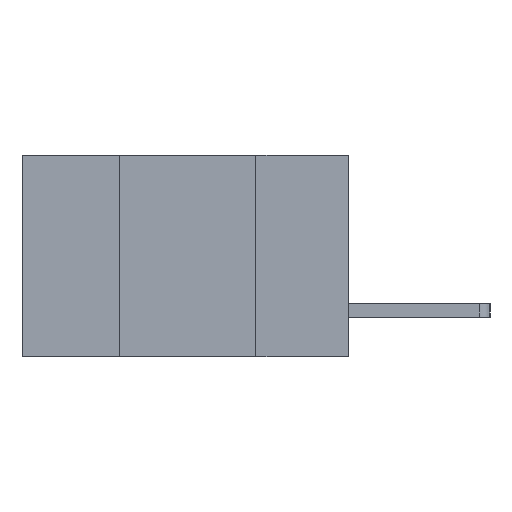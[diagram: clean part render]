
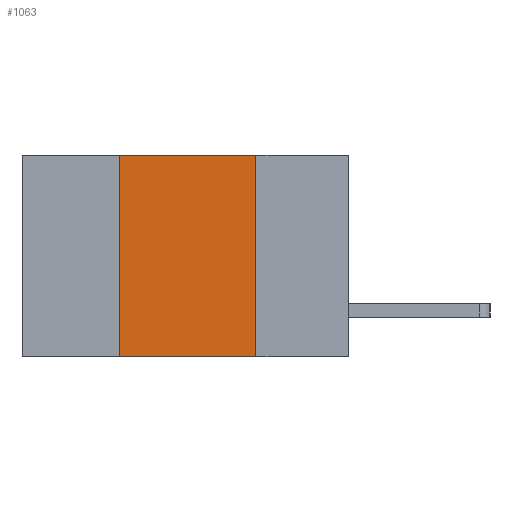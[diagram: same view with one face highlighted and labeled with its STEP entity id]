
A CAD part, left-side view. The second image highlights one B-rep face of the part: STEP entity #1063.
In plain terms, the highlighted planar face has unit normal (-1, 0, 0).
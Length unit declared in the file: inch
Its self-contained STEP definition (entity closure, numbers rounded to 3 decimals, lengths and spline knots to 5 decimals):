
#59 = DIRECTION ( 'NONE',  ( 0., 0., -1. ) ) ;
#690 = VERTEX_POINT ( 'NONE', #6110 ) ;
#1063 = ADVANCED_FACE ( 'NONE', ( #4458 ), #2022, .F. ) ;
#1574 = CARTESIAN_POINT ( 'NONE',  ( 0., 0.17, 0. ) ) ;
#1582 = VECTOR ( 'NONE', #3493, 39.37008 ) ;
#1947 = VERTEX_POINT ( 'NONE', #10347 ) ;
#2022 = PLANE ( 'NONE',  #6803 ) ;
#2199 = EDGE_CURVE ( 'NONE', #690, #8515, #9818, .T. ) ;
#2348 = EDGE_LOOP ( 'NONE', ( #6969, #7649, #3780, #4249 ) ) ;
#2436 = VECTOR ( 'NONE', #8062, 39.37008 ) ;
#2679 = LINE ( 'NONE', #5663, #2436 ) ;
#3256 = EDGE_CURVE ( 'NONE', #1947, #8354, #2679, .T. ) ;
#3493 = DIRECTION ( 'NONE',  ( 0., -1., 0. ) ) ;
#3583 = EDGE_CURVE ( 'NONE', #1947, #690, #3685, .T. ) ;
#3685 = LINE ( 'NONE', #5335, #9783 ) ;
#3780 = ORIENTED_EDGE ( 'NONE', *, *, #3583, .F. ) ;
#4247 = CARTESIAN_POINT ( 'NONE',  ( 0., 0.6, 0. ) ) ;
#4249 = ORIENTED_EDGE ( 'NONE', *, *, #3256, .T. ) ;
#4458 = FACE_OUTER_BOUND ( 'NONE', #2348, .T. ) ;
#5177 = LINE ( 'NONE', #6453, #9436 ) ;
#5239 = DIRECTION ( 'NONE',  ( 0., 0., -1. ) ) ;
#5335 = CARTESIAN_POINT ( 'NONE',  ( 0., 0.42, 0. ) ) ;
#5663 = CARTESIAN_POINT ( 'NONE',  ( 0., 0.6, -0.37 ) ) ;
#6110 = CARTESIAN_POINT ( 'NONE',  ( 0., 0.42, 0. ) ) ;
#6453 = CARTESIAN_POINT ( 'NONE',  ( 0., 0.17, 0. ) ) ;
#6803 = AXIS2_PLACEMENT_3D ( 'NONE', #9229, #10032, #5239 ) ;
#6969 = ORIENTED_EDGE ( 'NONE', *, *, #10057, .F. ) ;
#7649 = ORIENTED_EDGE ( 'NONE', *, *, #2199, .F. ) ;
#7726 = CARTESIAN_POINT ( 'NONE',  ( 0., 0.17, -0.37 ) ) ;
#8062 = DIRECTION ( 'NONE',  ( 0., -1., 0. ) ) ;
#8354 = VERTEX_POINT ( 'NONE', #7726 ) ;
#8515 = VERTEX_POINT ( 'NONE', #1574 ) ;
#9229 = CARTESIAN_POINT ( 'NONE',  ( 0., 0.6, 0. ) ) ;
#9436 = VECTOR ( 'NONE', #59, 39.37008 ) ;
#9783 = VECTOR ( 'NONE', #10131, 39.37008 ) ;
#9818 = LINE ( 'NONE', #4247, #1582 ) ;
#10032 = DIRECTION ( 'NONE',  ( 1., 0., 0. ) ) ;
#10057 = EDGE_CURVE ( 'NONE', #8515, #8354, #5177, .T. ) ;
#10131 = DIRECTION ( 'NONE',  ( 0., 0., 1. ) ) ;
#10347 = CARTESIAN_POINT ( 'NONE',  ( 0., 0.42, -0.37 ) ) ;
